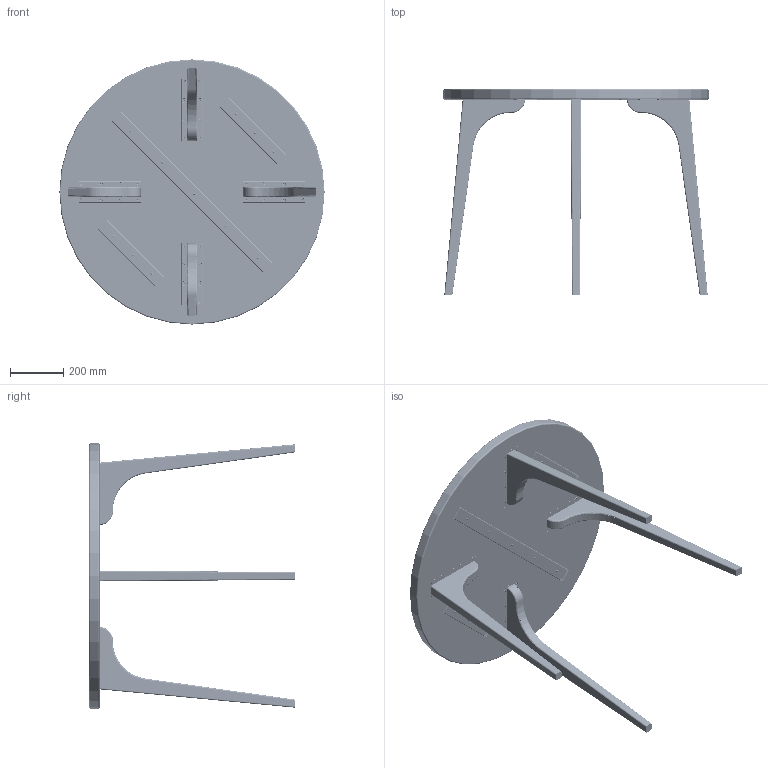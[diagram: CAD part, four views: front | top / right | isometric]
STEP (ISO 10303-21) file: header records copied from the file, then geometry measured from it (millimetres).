
FILE_DESCRIPTION (( 'STEP AP203' ), '1' );
FILE_NAME ('0. Dora stol 1000 - sklop - MA-DS100-S.STEP', '2023-11-23T08:54:03', ( '' ), ( '' ), 'SwSTEP 2.0', 'SolidWorks 2023', '' );
FILE_SCHEMA (( 'CONFIG_CONTROL_DESIGN' ));
Products named in the file (1): 0. Dora stol 1000 - sklop - MA-DS100-S
Bounding box: 1000 x 777.08 x 1000 mm (x, y, z)
Volume: 37455722.3 mm3; surface area: 3120840.5 mm2
Topology: 139 solids, 139 shells, 5862 faces, 14113 edges, 8589 vertices
Faces by surface type: cylinder 2163, plane 1891, cone 1198, bspline 472, torus 116, sphere 22
Entity records: 322592 total; most frequent: CARTESIAN_POINT 195363, ORIENTED_EDGE 27958, DIRECTION 24949, EDGE_CURVE 13979, AXIS2_PLACEMENT_3D 9147, VERTEX_POINT 8589, VECTOR 6655, LINE 6655
